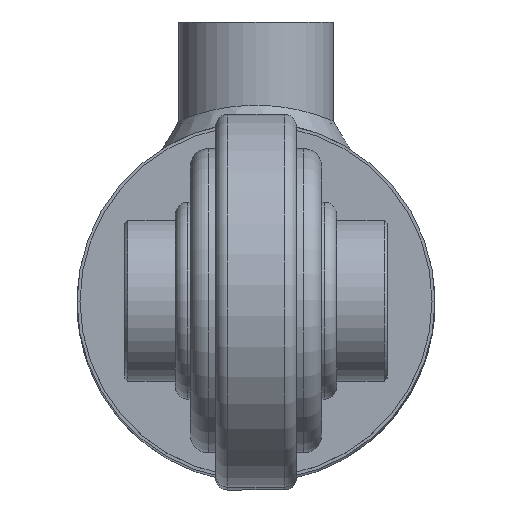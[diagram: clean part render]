
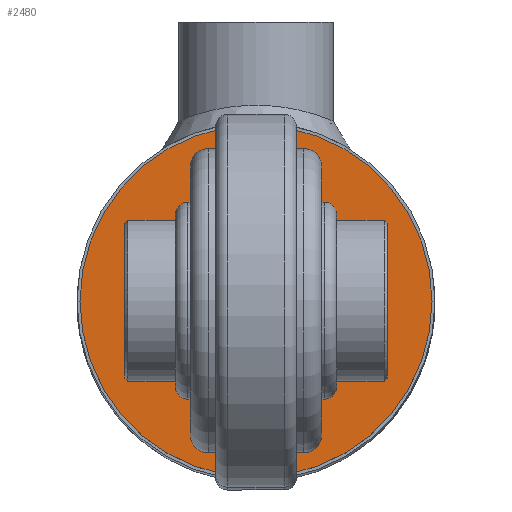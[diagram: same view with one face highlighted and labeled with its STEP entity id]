
A CAD part, top view. The second image highlights one B-rep face of the part: STEP entity #2480.
In plain terms, the highlighted face is planar.
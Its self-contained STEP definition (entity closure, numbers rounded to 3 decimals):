
#177=FACE_BOUND('',#800,.T.);
#225=PLANE('',#2870);
#617=FACE_OUTER_BOUND('',#799,.T.);
#799=EDGE_LOOP('',(#2047));
#800=EDGE_LOOP('',(#2048));
#947=CIRCLE('',#2830,14.);
#968=CIRCLE('',#2868,29.5);
#1204=VERTEX_POINT('',#6705);
#1225=VERTEX_POINT('',#6777);
#1479=EDGE_CURVE('',#1204,#1204,#947,.T.);
#1513=EDGE_CURVE('',#1225,#1225,#968,.T.);
#2047=ORIENTED_EDGE('',*,*,#1513,.F.);
#2048=ORIENTED_EDGE('',*,*,#1479,.T.);
#2480=ADVANCED_FACE('',(#617,#177),#225,.F.);
#2830=AXIS2_PLACEMENT_3D('',#6707,#3339,#3340);
#2868=AXIS2_PLACEMENT_3D('',#6779,#3428,#3429);
#2870=AXIS2_PLACEMENT_3D('',#6781,#3432,#3433);
#3339=DIRECTION('center_axis',(1.,0.,0.));
#3340=DIRECTION('ref_axis',(0.,1.,0.));
#3428=DIRECTION('center_axis',(1.,0.,0.));
#3429=DIRECTION('ref_axis',(0.,1.,0.));
#3432=DIRECTION('center_axis',(1.,0.,0.));
#3433=DIRECTION('ref_axis',(0.,0.,-1.));
#6705=CARTESIAN_POINT('',(0.,-14.,0.));
#6707=CARTESIAN_POINT('Origin',(0.,0.,0.));
#6777=CARTESIAN_POINT('',(0.,-29.5,0.));
#6779=CARTESIAN_POINT('Origin',(0.,0.,0.));
#6781=CARTESIAN_POINT('Origin',(0.,0.,0.));
